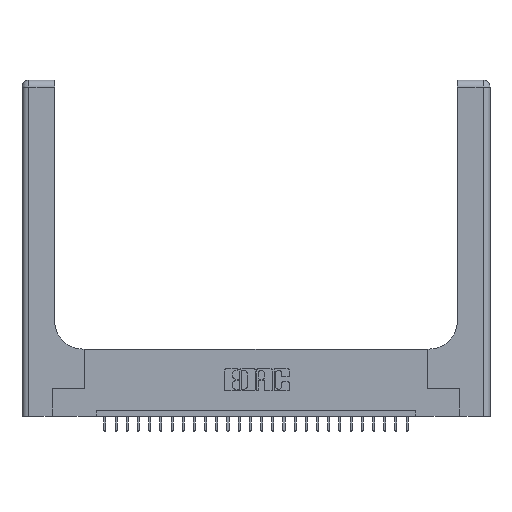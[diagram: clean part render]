
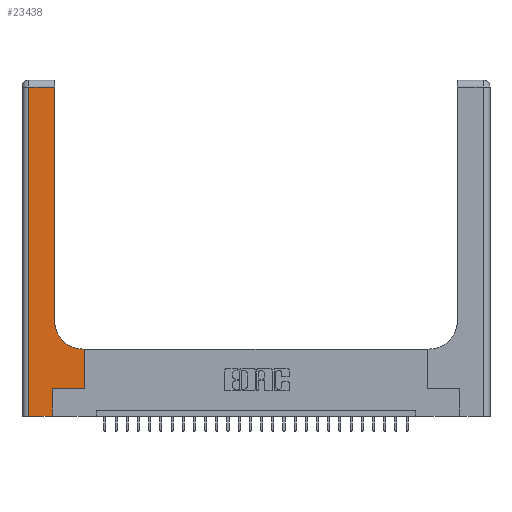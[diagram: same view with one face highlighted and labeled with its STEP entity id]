
A CAD part, top view. The second image highlights one B-rep face of the part: STEP entity #23438.
In plain terms, the highlighted planar face has unit normal (0, 0, 1).
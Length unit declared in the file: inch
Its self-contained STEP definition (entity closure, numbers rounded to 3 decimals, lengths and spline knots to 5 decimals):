
#689 = CIRCLE ( 'NONE', #24815, 0.25 ) ;
#1041 = DIRECTION ( 'NONE',  ( -1., 0., 0. ) ) ;
#1110 = CARTESIAN_POINT ( 'NONE',  ( 0.06, 0., 0.37 ) ) ;
#1268 = FACE_OUTER_BOUND ( 'NONE', #22296, .T. ) ;
#1570 = DIRECTION ( 'NONE',  ( 0., -1., 0. ) ) ;
#1952 = VERTEX_POINT ( 'NONE', #2156 ) ;
#2156 = CARTESIAN_POINT ( 'NONE',  ( 0.269, 0.25, 0.37 ) ) ;
#2565 = VERTEX_POINT ( 'NONE', #6104 ) ;
#3048 = LINE ( 'NONE', #24886, #4176 ) ;
#3468 = CARTESIAN_POINT ( 'NONE',  ( 0.5585, 0.25, 0.37 ) ) ;
#3574 = DIRECTION ( 'NONE',  ( -1., 0., 0. ) ) ;
#3640 = AXIS2_PLACEMENT_3D ( 'NONE', #25271, #7872, #3574 ) ;
#3740 = LINE ( 'NONE', #27437, #15268 ) ;
#3958 = LINE ( 'NONE', #17224, #23917 ) ;
#4176 = VECTOR ( 'NONE', #9191, 39.37008 ) ;
#4407 = ORIENTED_EDGE ( 'NONE', *, *, #14238, .T. ) ;
#4557 = VECTOR ( 'NONE', #9492, 39.37008 ) ;
#4956 = CARTESIAN_POINT ( 'NONE',  ( 0.5585, 0.6, 0.37 ) ) ;
#5183 = CARTESIAN_POINT ( 'NONE',  ( 0.2915, 0.6, 0.37 ) ) ;
#5365 = LINE ( 'NONE', #5934, #24357 ) ;
#5934 = CARTESIAN_POINT ( 'NONE',  ( 0., 2.94, 0.37 ) ) ;
#6104 = CARTESIAN_POINT ( 'NONE',  ( 0.5585, 0.25, 0.37 ) ) ;
#6857 = DIRECTION ( 'NONE',  ( 1., 0., 0. ) ) ;
#7391 = DIRECTION ( 'NONE',  ( 1., 0., 0. ) ) ;
#7872 = DIRECTION ( 'NONE',  ( 0., 0., -1. ) ) ;
#8389 = VECTOR ( 'NONE', #11706, 39.37008 ) ;
#8466 = VERTEX_POINT ( 'NONE', #9496 ) ;
#8479 = EDGE_CURVE ( 'NONE', #11346, #14873, #18214, .T. ) ;
#9065 = ORIENTED_EDGE ( 'NONE', *, *, #24909, .T. ) ;
#9191 = DIRECTION ( 'NONE',  ( 0., 1., 0. ) ) ;
#9492 = DIRECTION ( 'NONE',  ( 0., 1., 0. ) ) ;
#9496 = CARTESIAN_POINT ( 'NONE',  ( 0.06, 2.94, 0.37 ) ) ;
#9580 = EDGE_CURVE ( 'NONE', #16728, #21420, #12270, .T. ) ;
#10298 = EDGE_CURVE ( 'NONE', #16000, #8466, #5365, .T. ) ;
#10307 = CARTESIAN_POINT ( 'NONE',  ( 0.2915, 3., 0.37 ) ) ;
#10661 = ORIENTED_EDGE ( 'NONE', *, *, #9580, .T. ) ;
#11346 = VERTEX_POINT ( 'NONE', #1110 ) ;
#11706 = DIRECTION ( 'NONE',  ( -1., 0., 0. ) ) ;
#11761 = CARTESIAN_POINT ( 'NONE',  ( 0.2915, 0.85, 0.37 ) ) ;
#12270 = LINE ( 'NONE', #5183, #8389 ) ;
#12968 = ORIENTED_EDGE ( 'NONE', *, *, #10298, .T. ) ;
#14238 = EDGE_CURVE ( 'NONE', #8466, #11346, #3740, .T. ) ;
#14335 = ORIENTED_EDGE ( 'NONE', *, *, #14863, .T. ) ;
#14863 = EDGE_CURVE ( 'NONE', #21420, #21287, #689, .T. ) ;
#14873 = VERTEX_POINT ( 'NONE', #26233 ) ;
#15268 = VECTOR ( 'NONE', #1570, 39.37008 ) ;
#16000 = VERTEX_POINT ( 'NONE', #17117 ) ;
#16431 = ORIENTED_EDGE ( 'NONE', *, *, #8479, .T. ) ;
#16728 = VERTEX_POINT ( 'NONE', #4956 ) ;
#16878 = LINE ( 'NONE', #10307, #20612 ) ;
#16947 = ORIENTED_EDGE ( 'NONE', *, *, #27281, .T. ) ;
#17117 = CARTESIAN_POINT ( 'NONE',  ( 0.2915, 2.94, 0.37 ) ) ;
#17224 = CARTESIAN_POINT ( 'NONE',  ( 0.269, 0.25, 0.37 ) ) ;
#18214 = LINE ( 'NONE', #27346, #26109 ) ;
#18430 = ORIENTED_EDGE ( 'NONE', *, *, #22952, .T. ) ;
#18488 = CARTESIAN_POINT ( 'NONE',  ( 0.5415, 0.6, 0.37 ) ) ;
#18704 = PLANE ( 'NONE',  #3640 ) ;
#19229 = DIRECTION ( 'NONE',  ( 1., 0., 0. ) ) ;
#20612 = VECTOR ( 'NONE', #27713, 39.37008 ) ;
#21287 = VERTEX_POINT ( 'NONE', #11761 ) ;
#21420 = VERTEX_POINT ( 'NONE', #18488 ) ;
#22296 = EDGE_LOOP ( 'NONE', ( #25561, #12968, #4407, #16431, #9065, #16947, #18430, #10661, #14335 ) ) ;
#22952 = EDGE_CURVE ( 'NONE', #2565, #16728, #25720, .T. ) ;
#23438 = ADVANCED_FACE ( 'NONE', ( #1268 ), #18704, .F. ) ;
#23917 = VECTOR ( 'NONE', #19229, 39.37008 ) ;
#23958 = DIRECTION ( 'NONE',  ( 0., 0., -1. ) ) ;
#24357 = VECTOR ( 'NONE', #1041, 39.37008 ) ;
#24815 = AXIS2_PLACEMENT_3D ( 'NONE', #28240, #23958, #6857 ) ;
#24886 = CARTESIAN_POINT ( 'NONE',  ( 0.269, 0., 0.37 ) ) ;
#24909 = EDGE_CURVE ( 'NONE', #14873, #1952, #3048, .T. ) ;
#25271 = CARTESIAN_POINT ( 'NONE',  ( 0., 3., 0.37 ) ) ;
#25561 = ORIENTED_EDGE ( 'NONE', *, *, #26270, .T. ) ;
#25720 = LINE ( 'NONE', #3468, #4557 ) ;
#26109 = VECTOR ( 'NONE', #7391, 39.37008 ) ;
#26233 = CARTESIAN_POINT ( 'NONE',  ( 0.269, 0., 0.37 ) ) ;
#26270 = EDGE_CURVE ( 'NONE', #21287, #16000, #16878, .T. ) ;
#27281 = EDGE_CURVE ( 'NONE', #1952, #2565, #3958, .T. ) ;
#27346 = CARTESIAN_POINT ( 'NONE',  ( 0., 0., 0.37 ) ) ;
#27437 = CARTESIAN_POINT ( 'NONE',  ( 0.06, 3., 0.37 ) ) ;
#27713 = DIRECTION ( 'NONE',  ( 0., 1., 0. ) ) ;
#28240 = CARTESIAN_POINT ( 'NONE',  ( 0.5415, 0.85, 0.37 ) ) ;
